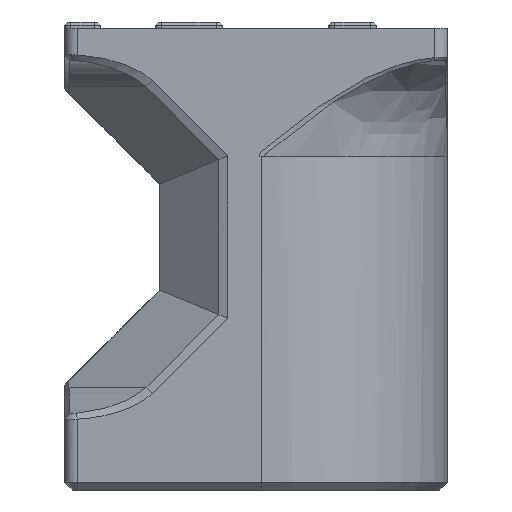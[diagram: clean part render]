
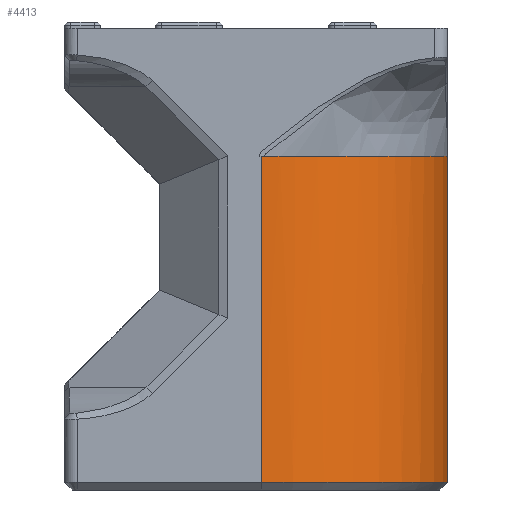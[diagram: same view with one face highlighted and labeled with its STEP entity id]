
A CAD part, front view. The second image highlights one B-rep face of the part: STEP entity #4413.
In plain terms, the highlighted cylindrical face has radius 30 mm (diameter 60 mm), a partial arc.
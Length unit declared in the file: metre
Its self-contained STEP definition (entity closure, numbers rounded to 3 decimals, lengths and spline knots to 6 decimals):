
#64=B_SPLINE_CURVE_WITH_KNOTS('',3,(#7886,#7887,#7888,#7889),
 .UNSPECIFIED.,.F.,.F.,(4,4),(0.,1.),.UNSPECIFIED.);
#65=B_SPLINE_CURVE_WITH_KNOTS('',3,(#7891,#7892,#7893,#7894,#7895,#7896,
#7897),.UNSPECIFIED.,.F.,.F.,(4,1,1,1,4),(0.010547,0.255274,
0.500001,0.744728,0.989455),.UNSPECIFIED.);
#66=B_SPLINE_CURVE_WITH_KNOTS('',3,(#7899,#7900,#7901,#7902),
 .UNSPECIFIED.,.F.,.F.,(4,4),(0.989455,1.),.UNSPECIFIED.);
#151=CYLINDRICAL_SURFACE('',#4833,0.03);
#334=CIRCLE('',#4834,0.03);
#1242=ORIENTED_EDGE('',*,*,#2177,.T.);
#1243=ORIENTED_EDGE('',*,*,#2178,.T.);
#1244=ORIENTED_EDGE('',*,*,#2179,.T.);
#1245=ORIENTED_EDGE('',*,*,#2180,.T.);
#1246=ORIENTED_EDGE('',*,*,#2047,.F.);
#2047=EDGE_CURVE('',#2596,#2597,#2973,.T.);
#2177=EDGE_CURVE('',#2596,#2663,#334,.F.);
#2178=EDGE_CURVE('',#2663,#2664,#64,.T.);
#2179=EDGE_CURVE('',#2664,#2665,#65,.T.);
#2180=EDGE_CURVE('',#2665,#2597,#66,.T.);
#2596=VERTEX_POINT('',#7077);
#2597=VERTEX_POINT('',#7079);
#2663=VERTEX_POINT('',#7885);
#2664=VERTEX_POINT('',#7890);
#2665=VERTEX_POINT('',#7898);
#2973=LINE('',#7078,#3373);
#3373=VECTOR('',#5593,1.);
#3716=EDGE_LOOP('',(#1242,#1243,#1244,#1245,#1246));
#4014=FACE_BOUND('',#3716,.T.);
#4413=ADVANCED_FACE('',(#4014),#151,.T.);
#4833=AXIS2_PLACEMENT_3D('',#7883,#5901,#5902);
#4834=AXIS2_PLACEMENT_3D('',#7884,#5903,#5904);
#5593=DIRECTION('',(0.,0.,1.));
#5901=DIRECTION('',(0.,0.,1.));
#5902=DIRECTION('',(-1.,0.,0.));
#5903=DIRECTION('',(0.,0.,-1.));
#5904=DIRECTION('',(1.,0.,0.));
#7077=CARTESIAN_POINT('',(0.000597,-0.03,0.0012));
#7078=CARTESIAN_POINT('',(0.000597,-0.03,-0.018));
#7079=CARTESIAN_POINT('',(0.000597,-0.03,0.0528));
#7883=CARTESIAN_POINT('',(0.000006,-0.000006,-0.018));
#7884=CARTESIAN_POINT('',(0.000006,-0.000006,0.0012));
#7885=CARTESIAN_POINT('',(0.029984,-0.001141,0.0012));
#7886=CARTESIAN_POINT('',(0.029984,-0.001141,0.0012));
#7887=CARTESIAN_POINT('',(0.029985,-0.001121,0.0184));
#7888=CARTESIAN_POINT('',(0.029986,-0.001102,0.0356));
#7889=CARTESIAN_POINT('',(0.029987,-0.001082,0.0528));
#7890=CARTESIAN_POINT('',(0.029986,-0.001082,0.0528));
#7891=CARTESIAN_POINT('',(0.029987,-0.001082,0.0528));
#7892=CARTESIAN_POINT('',(0.029852,-0.004827,0.0528));
#7893=CARTESIAN_POINT('',(0.028163,-0.012265,0.0528));
#7894=CARTESIAN_POINT('',(0.021721,-0.021722,0.0528));
#7895=CARTESIAN_POINT('',(0.012265,-0.028163,0.0528));
#7896=CARTESIAN_POINT('',(0.004827,-0.029852,0.0528));
#7897=CARTESIAN_POINT('',(0.001082,-0.029987,0.0528));
#7898=CARTESIAN_POINT('',(0.001082,-0.029986,0.0528));
#7899=CARTESIAN_POINT('',(0.001082,-0.029987,0.0528));
#7900=CARTESIAN_POINT('',(0.00092,-0.029992,0.0528));
#7901=CARTESIAN_POINT('',(0.000759,-0.029997,0.0528));
#7902=CARTESIAN_POINT('',(0.000597,-0.03,0.0528));
